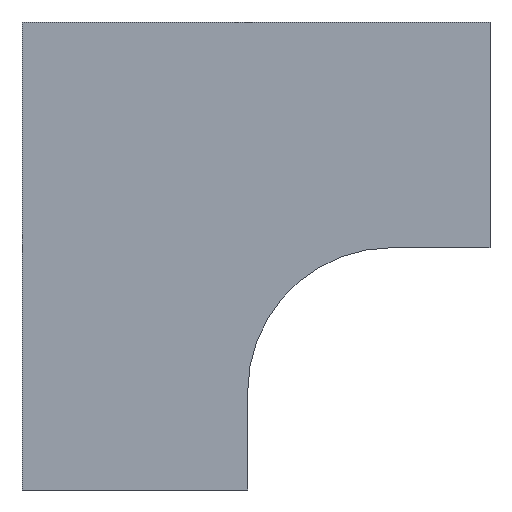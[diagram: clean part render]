
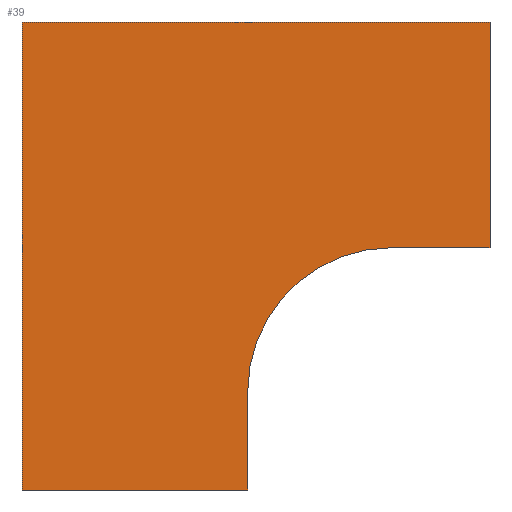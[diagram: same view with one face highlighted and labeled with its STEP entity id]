
A CAD part, front view. The second image highlights one B-rep face of the part: STEP entity #39.
In plain terms, the highlighted planar face has unit normal (0, -1, 0).
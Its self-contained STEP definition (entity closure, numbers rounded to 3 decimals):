
#8 = VERTEX_POINT ( 'NONE', #437 ) ;
#14 = VECTOR ( 'NONE', #250, 1000. ) ;
#19 = FACE_OUTER_BOUND ( 'NONE', #77, .T. ) ;
#27 = ORIENTED_EDGE ( 'NONE', *, *, #493, .F. ) ;
#31 = DIRECTION ( 'NONE',  ( 0., 0., 1. ) ) ;
#39 = ADVANCED_FACE ( 'NONE', ( #19 ), #375, .F. ) ;
#46 = VERTEX_POINT ( 'NONE', #423 ) ;
#68 = CARTESIAN_POINT ( 'NONE',  ( -2.3, -32.95, -65. ) ) ;
#77 = EDGE_LOOP ( 'NONE', ( #405, #499, #27, #204, #207, #380, #260 ) ) ;
#88 = CARTESIAN_POINT ( 'NONE',  ( -2.3, -32.95, -65. ) ) ;
#99 = LINE ( 'NONE', #256, #14 ) ;
#103 = VERTEX_POINT ( 'NONE', #506 ) ;
#118 = DIRECTION ( 'NONE',  ( 0., 0., -1. ) ) ;
#191 = CARTESIAN_POINT ( 'NONE',  ( 65., -32.95, 65. ) ) ;
#195 = DIRECTION ( 'NONE',  ( 0., -1., 0. ) ) ;
#201 = CARTESIAN_POINT ( 'NONE',  ( 37.7, -32.95, -37.7 ) ) ;
#204 = ORIENTED_EDGE ( 'NONE', *, *, #385, .F. ) ;
#207 = ORIENTED_EDGE ( 'NONE', *, *, #377, .F. ) ;
#224 = AXIS2_PLACEMENT_3D ( 'NONE', #201, #195, #31 ) ;
#231 = EDGE_CURVE ( 'NONE', #46, #8, #471, .T. ) ;
#250 = DIRECTION ( 'NONE',  ( -1., 0., 0. ) ) ;
#256 = CARTESIAN_POINT ( 'NONE',  ( 37.7, -32.95, 2.3 ) ) ;
#260 = ORIENTED_EDGE ( 'NONE', *, *, #289, .F. ) ;
#278 = VERTEX_POINT ( 'NONE', #480 ) ;
#284 = DIRECTION ( 'NONE',  ( 0., 1., 0. ) ) ;
#289 = EDGE_CURVE ( 'NONE', #8, #420, #512, .T. ) ;
#305 = CARTESIAN_POINT ( 'NONE',  ( 37.7, -32.95, -37.7 ) ) ;
#308 = VECTOR ( 'NONE', #328, 1000. ) ;
#317 = AXIS2_PLACEMENT_3D ( 'NONE', #305, #284, #407 ) ;
#325 = VECTOR ( 'NONE', #349, 1000. ) ;
#328 = DIRECTION ( 'NONE',  ( 0., 0., -1. ) ) ;
#331 = LINE ( 'NONE', #356, #325 ) ;
#338 = VERTEX_POINT ( 'NONE', #441 ) ;
#341 = LINE ( 'NONE', #400, #308 ) ;
#349 = DIRECTION ( 'NONE',  ( -1., 0., 0. ) ) ;
#351 = EDGE_CURVE ( 'NONE', #516, #46, #331, .T. ) ;
#352 = CIRCLE ( 'NONE', #224, 40. ) ;
#356 = CARTESIAN_POINT ( 'NONE',  ( -65., -32.95, -65. ) ) ;
#359 = EDGE_CURVE ( 'NONE', #420, #338, #341, .T. ) ;
#366 = VECTOR ( 'NONE', #496, 1000. ) ;
#375 = PLANE ( 'NONE',  #317 ) ;
#377 = EDGE_CURVE ( 'NONE', #338, #103, #99, .T. ) ;
#380 = ORIENTED_EDGE ( 'NONE', *, *, #359, .F. ) ;
#385 = EDGE_CURVE ( 'NONE', #103, #278, #352, .T. ) ;
#400 = CARTESIAN_POINT ( 'NONE',  ( 65., -32.95, 2.3 ) ) ;
#405 = ORIENTED_EDGE ( 'NONE', *, *, #231, .F. ) ;
#407 = DIRECTION ( 'NONE',  ( 0., 0., 1. ) ) ;
#414 = VECTOR ( 'NONE', #118, 1000. ) ;
#420 = VERTEX_POINT ( 'NONE', #191 ) ;
#423 = CARTESIAN_POINT ( 'NONE',  ( -65., -32.95, -65. ) ) ;
#437 = CARTESIAN_POINT ( 'NONE',  ( -65., -32.95, 65. ) ) ;
#441 = CARTESIAN_POINT ( 'NONE',  ( 65., -32.95, 2.3 ) ) ;
#448 = LINE ( 'NONE', #88, #414 ) ;
#471 = LINE ( 'NONE', #534, #521 ) ;
#480 = CARTESIAN_POINT ( 'NONE',  ( -2.3, -32.95, -37.7 ) ) ;
#482 = CARTESIAN_POINT ( 'NONE',  ( -65., -32.95, 65. ) ) ;
#493 = EDGE_CURVE ( 'NONE', #278, #516, #448, .T. ) ;
#496 = DIRECTION ( 'NONE',  ( 1., 0., 0. ) ) ;
#499 = ORIENTED_EDGE ( 'NONE', *, *, #351, .F. ) ;
#506 = CARTESIAN_POINT ( 'NONE',  ( 37.7, -32.95, 2.3 ) ) ;
#512 = LINE ( 'NONE', #482, #366 ) ;
#516 = VERTEX_POINT ( 'NONE', #68 ) ;
#521 = VECTOR ( 'NONE', #524, 1000. ) ;
#524 = DIRECTION ( 'NONE',  ( 0., 0., 1. ) ) ;
#534 = CARTESIAN_POINT ( 'NONE',  ( -65., -32.95, 65. ) ) ;
